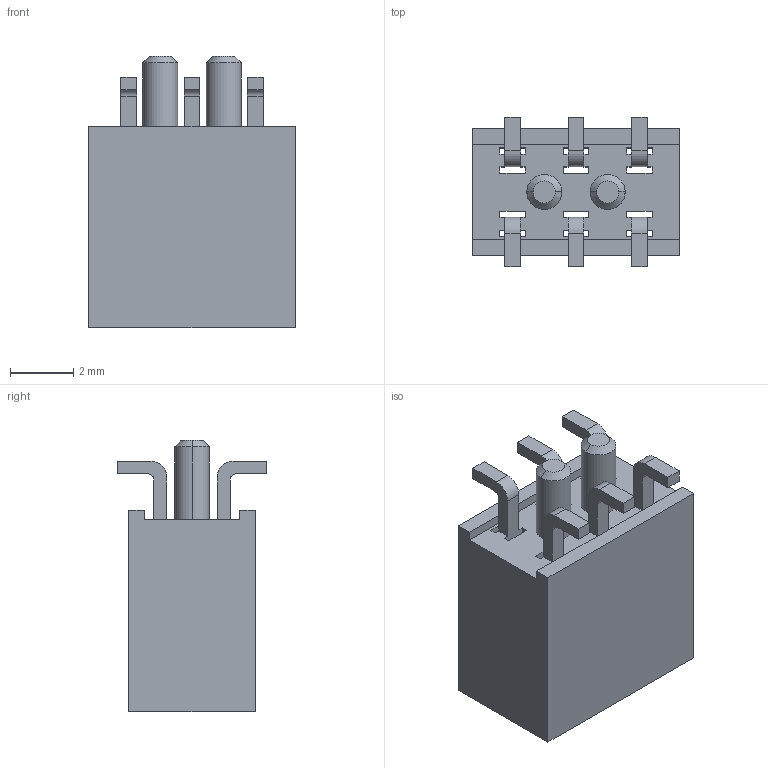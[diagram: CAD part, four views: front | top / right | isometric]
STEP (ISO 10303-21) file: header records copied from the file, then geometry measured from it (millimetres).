
FILE_DESCRIPTION (( 'STEP AP214' ), '1' );
FILE_NAME ('FFH20014-D06S1014K6MA-REF.STEP', '2025-11-25T06:52:28', ( '' ), ( '' ), 'SwSTEP 2.0', 'SolidWorks 2021', '' );
FILE_SCHEMA (( 'AUTOMOTIVE_DESIGN' ));
Length unit declared in the file: millimetre
Products named in the file (1): FFH20014-D06S1014K6MA-REF
Bounding box: 6.5 x 4.7 x 8.55 mm (x, y, z)
Volume: 146.9 mm3; surface area: 357.8 mm2
Topology: 1 solids, 1 shells, 176 faces, 476 edges, 292 vertices
Faces by surface type: plane 156, cylinder 16, cone 4
Entity records: 5430 total; most frequent: ORIENTED_EDGE 952, CARTESIAN_POINT 945, DIRECTION 866, EDGE_CURVE 476, VECTOR 440, LINE 440, VERTEX_POINT 292, AXIS2_PLACEMENT_3D 213
